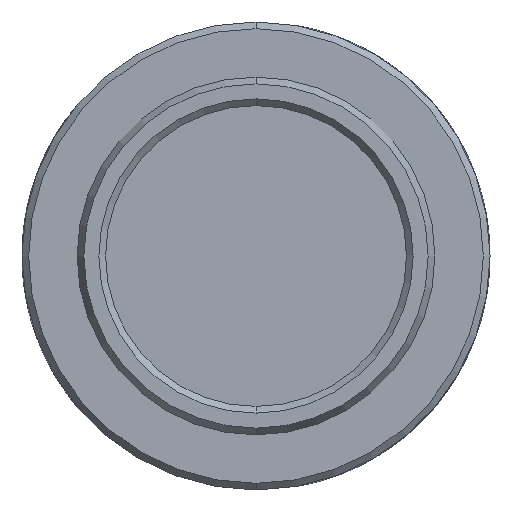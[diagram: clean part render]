
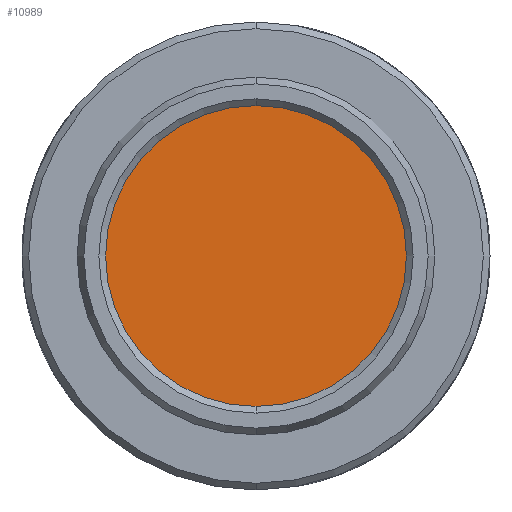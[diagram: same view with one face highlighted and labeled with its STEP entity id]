
A CAD part, left-side view. The second image highlights one B-rep face of the part: STEP entity #10989.
In plain terms, the highlighted planar face has unit normal (-1, 0, 0).
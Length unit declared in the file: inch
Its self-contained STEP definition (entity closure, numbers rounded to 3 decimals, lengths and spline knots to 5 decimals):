
#274 = ORIENTED_EDGE ( 'NONE', *, *, #16416, .F. ) ;
#655 = DIRECTION ( 'NONE',  ( 0., 0., -1. ) ) ;
#3245 = AXIS2_PLACEMENT_3D ( 'NONE', #17414, #9044, #655 ) ;
#3580 = EDGE_LOOP ( 'NONE', ( #274, #4473 ) ) ;
#4473 = ORIENTED_EDGE ( 'NONE', *, *, #4621, .F. ) ;
#4621 = EDGE_CURVE ( 'NONE', #15329, #14944, #16744, .T. ) ;
#7184 = DIRECTION ( 'NONE',  ( 1., 0., 0. ) ) ;
#7455 = CARTESIAN_POINT ( 'NONE',  ( -0.095, 0., 0. ) ) ;
#8858 = DIRECTION ( 'NONE',  ( 0., 0., -1. ) ) ;
#9044 = DIRECTION ( 'NONE',  ( 1., 0., 0. ) ) ;
#9119 = CIRCLE ( 'NONE', #14581, 0.25 ) ;
#9901 = FACE_OUTER_BOUND ( 'NONE', #3580, .T. ) ;
#10989 = ADVANCED_FACE ( 'NONE', ( #9901 ), #14415, .F. ) ;
#14255 = CARTESIAN_POINT ( 'NONE',  ( -0.095, 0., 0.25 ) ) ;
#14415 = PLANE ( 'NONE',  #17456 ) ;
#14581 = AXIS2_PLACEMENT_3D ( 'NONE', #15527, #7184, #16954 ) ;
#14944 = VERTEX_POINT ( 'NONE', #15729 ) ;
#15329 = VERTEX_POINT ( 'NONE', #14255 ) ;
#15527 = CARTESIAN_POINT ( 'NONE',  ( -0.095, 0., 0. ) ) ;
#15729 = CARTESIAN_POINT ( 'NONE',  ( -0.095, 0., -0.25 ) ) ;
#16416 = EDGE_CURVE ( 'NONE', #14944, #15329, #9119, .T. ) ;
#16744 = CIRCLE ( 'NONE', #3245, 0.25 ) ;
#16954 = DIRECTION ( 'NONE',  ( 0., 0., -1. ) ) ;
#17225 = DIRECTION ( 'NONE',  ( 1., 0., 0. ) ) ;
#17414 = CARTESIAN_POINT ( 'NONE',  ( -0.095, 0., 0. ) ) ;
#17456 = AXIS2_PLACEMENT_3D ( 'NONE', #7455, #17225, #8858 ) ;
